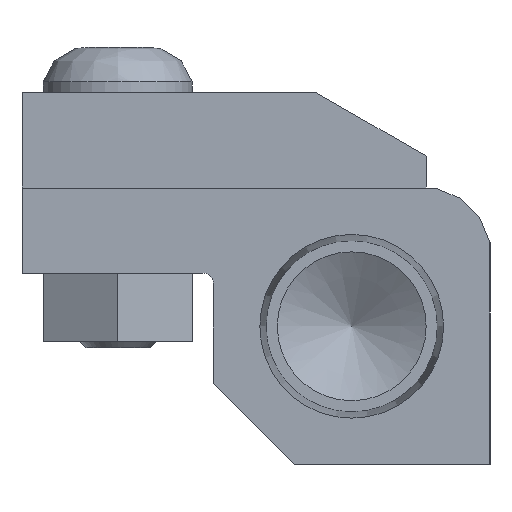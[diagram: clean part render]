
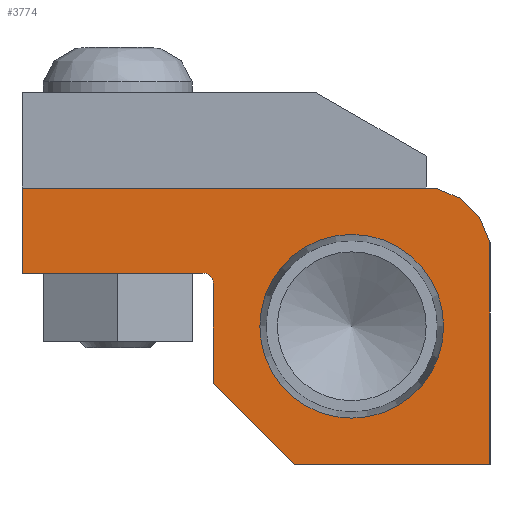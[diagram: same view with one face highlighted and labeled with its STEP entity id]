
A CAD part, left-side view. The second image highlights one B-rep face of the part: STEP entity #3774.
In plain terms, the highlighted planar face has unit normal (-1, 0, 0).
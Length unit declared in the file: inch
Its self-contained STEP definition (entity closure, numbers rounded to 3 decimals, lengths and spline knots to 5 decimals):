
#3293=CARTESIAN_POINT('',(57.03024,1.85615,-0.40625));
#3294=VERTEX_POINT('',#3293);
#3295=CARTESIAN_POINT('',(57.03024,1.58615,-0.40625));
#3296=DIRECTION('',(1.0,0.0,0.0));
#3297=DIRECTION('',(0.0,1.0,0.0));
#3298=AXIS2_PLACEMENT_3D('',#3295,#3296,#3297);
#3299=CIRCLE('',#3298,0.27);
#3300=EDGE_CURVE('',#3294,#3294,#3299,.T.);
#3397=CARTESIAN_POINT('',(57.03024,1.75435,-0.8125));
#3398=VERTEX_POINT('',#3397);
#3399=CARTESIAN_POINT('',(57.03024,1.9924,-0.57445));
#3400=VERTEX_POINT('',#3399);
#3401=CARTESIAN_POINT('',(57.03024,1.75435,-0.8125));
#3402=DIRECTION('',(0.0,0.707,0.707));
#3403=VECTOR('',#3402,0.33665);
#3404=LINE('',#3401,#3403);
#3405=EDGE_CURVE('',#3398,#3400,#3404,.T.);
#3437=CARTESIAN_POINT('',(57.03024,1.9924,-0.2808));
#3438=VERTEX_POINT('',#3437);
#3439=CARTESIAN_POINT('',(57.03024,1.9924,-0.57445));
#3440=DIRECTION('',(0.0,0.0,1.0));
#3441=VECTOR('',#3440,0.29365);
#3442=LINE('',#3439,#3441);
#3443=EDGE_CURVE('',#3400,#3438,#3442,.T.);
#3468=CARTESIAN_POINT('',(57.03024,2.0234,-0.2498));
#3469=VERTEX_POINT('',#3468);
#3470=CARTESIAN_POINT('',(57.03024,2.0234,-0.2808));
#3471=DIRECTION('',(-1.0,0.,0.));
#3472=DIRECTION('',(0.,-0.707,0.707));
#3473=AXIS2_PLACEMENT_3D('',#3470,#3471,#3472);
#3474=CIRCLE('',#3473,0.031);
#3475=EDGE_CURVE('',#3438,#3469,#3474,.T.);
#3501=CARTESIAN_POINT('',(57.03024,2.5549,-0.2498));
#3502=VERTEX_POINT('',#3501);
#3503=CARTESIAN_POINT('',(57.03024,2.0234,-0.2498));
#3504=DIRECTION('',(0.0,1.0,0.0));
#3505=VECTOR('',#3504,0.5315);
#3506=LINE('',#3503,#3505);
#3507=EDGE_CURVE('',#3469,#3502,#3506,.T.);
#3541=CARTESIAN_POINT('',(57.03024,2.5549,0.));
#3542=VERTEX_POINT('',#3541);
#3543=CARTESIAN_POINT('',(57.03024,2.5549,-0.2498));
#3544=DIRECTION('',(0.0,0.0,1.0));
#3545=VECTOR('',#3544,0.2498);
#3546=LINE('',#3543,#3545);
#3547=EDGE_CURVE('',#3502,#3542,#3546,.T.);
#3572=CARTESIAN_POINT('',(57.03024,1.34028,0.));
#3573=VERTEX_POINT('',#3572);
#3574=CARTESIAN_POINT('',(57.03024,2.5549,0.));
#3575=DIRECTION('',(0.0,-1.0,0.0));
#3576=VECTOR('',#3575,1.21462);
#3577=LINE('',#3574,#3576);
#3578=EDGE_CURVE('',#3542,#3573,#3577,.T.);
#3612=CARTESIAN_POINT('',(57.03024,1.26708,-0.03032));
#3613=VERTEX_POINT('',#3612);
#3614=CARTESIAN_POINT('',(57.03024,1.34028,0.));
#3615=DIRECTION('',(0.0,-0.924,-0.383));
#3616=VECTOR('',#3615,0.07923);
#3617=LINE('',#3614,#3616);
#3618=EDGE_CURVE('',#3573,#3613,#3617,.T.);
#3643=CARTESIAN_POINT('',(57.03024,1.21051,-0.08689));
#3644=VERTEX_POINT('',#3643);
#3645=CARTESIAN_POINT('',(57.03024,1.26708,-0.03032));
#3646=DIRECTION('',(0.0,-0.707,-0.707));
#3647=VECTOR('',#3646,0.08);
#3648=LINE('',#3645,#3647);
#3649=EDGE_CURVE('',#3613,#3644,#3648,.T.);
#3674=CARTESIAN_POINT('',(57.03024,1.1799,-0.1608));
#3675=VERTEX_POINT('',#3674);
#3676=CARTESIAN_POINT('',(57.03024,1.21051,-0.08689));
#3677=DIRECTION('',(0.0,-0.383,-0.924));
#3678=VECTOR('',#3677,0.08);
#3679=LINE('',#3676,#3678);
#3680=EDGE_CURVE('',#3644,#3675,#3679,.T.);
#3705=CARTESIAN_POINT('',(57.03024,1.1799,-0.8125));
#3706=VERTEX_POINT('',#3705);
#3707=CARTESIAN_POINT('',(57.03024,1.1799,-0.1608));
#3708=DIRECTION('',(0.0,0.0,-1.0));
#3709=VECTOR('',#3708,0.6517);
#3710=LINE('',#3707,#3709);
#3711=EDGE_CURVE('',#3675,#3706,#3710,.T.);
#3736=CARTESIAN_POINT('',(57.03024,1.1799,-0.8125));
#3737=DIRECTION('',(0.0,1.0,0.0));
#3738=VECTOR('',#3737,0.57445);
#3739=LINE('',#3736,#3738);
#3740=EDGE_CURVE('',#3706,#3398,#3739,.T.);
#3753=CARTESIAN_POINT('',(57.03024,1.79783,-0.32254));
#3754=DIRECTION('',(-1.0,0.0,0.0));
#3755=DIRECTION('',(0.0,0.0,1.0));
#3756=AXIS2_PLACEMENT_3D('',#3753,#3754,#3755);
#3757=PLANE('',#3756);
#3758=ORIENTED_EDGE('',*,*,#3405,.F.);
#3759=ORIENTED_EDGE('',*,*,#3740,.F.);
#3760=ORIENTED_EDGE('',*,*,#3711,.F.);
#3761=ORIENTED_EDGE('',*,*,#3680,.F.);
#3762=ORIENTED_EDGE('',*,*,#3649,.F.);
#3763=ORIENTED_EDGE('',*,*,#3618,.F.);
#3764=ORIENTED_EDGE('',*,*,#3578,.F.);
#3765=ORIENTED_EDGE('',*,*,#3547,.F.);
#3766=ORIENTED_EDGE('',*,*,#3507,.F.);
#3767=ORIENTED_EDGE('',*,*,#3475,.F.);
#3768=ORIENTED_EDGE('',*,*,#3443,.F.);
#3769=EDGE_LOOP('',(#3758,#3759,#3760,#3761,#3762,#3763,#3764,#3765,#3766,#3767,#3768));
#3770=FACE_OUTER_BOUND('',#3769,.T.);
#3771=ORIENTED_EDGE('',*,*,#3300,.T.);
#3772=EDGE_LOOP('',(#3771));
#3773=FACE_BOUND('',#3772,.T.);
#3774=ADVANCED_FACE('',(#3770,#3773),#3757,.T.);
